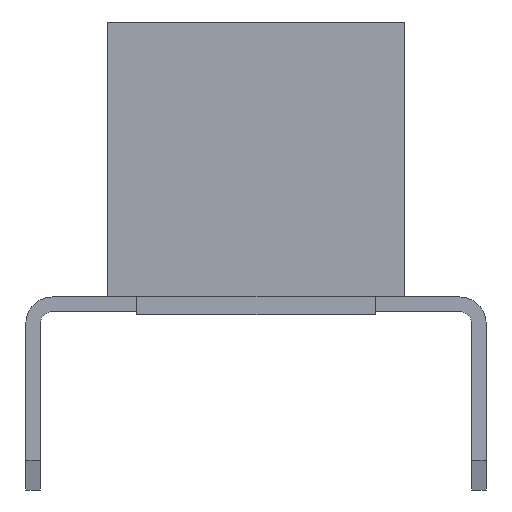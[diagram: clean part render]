
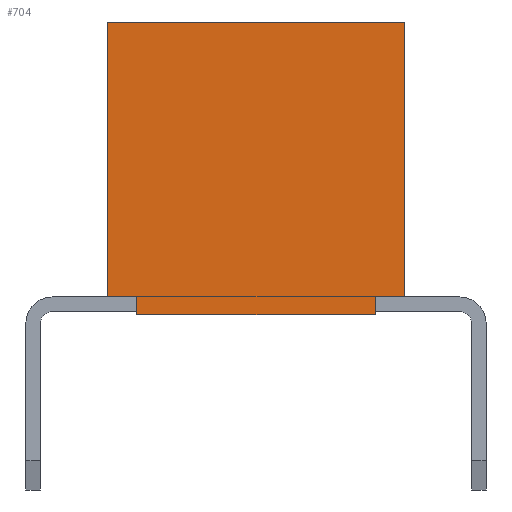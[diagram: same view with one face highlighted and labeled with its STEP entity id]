
A CAD part, left-side view. The second image highlights one B-rep face of the part: STEP entity #704.
In plain terms, the highlighted planar face has unit normal (-1, 0, 0).
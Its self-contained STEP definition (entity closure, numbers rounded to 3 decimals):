
#704=ADVANCED_FACE('',(#3416),#2148,.T.);
#2148=PLANE('',#28311);
#3416=FACE_OUTER_BOUND('',#4964,.T.);
#4964=EDGE_LOOP('',(#7576,#7577,#7578,#7579,#7580,#7581,#7582,#7583));
#7576=ORIENTED_EDGE('',*,*,#18067,.T.);
#7577=ORIENTED_EDGE('',*,*,#18065,.T.);
#7578=ORIENTED_EDGE('',*,*,#18103,.F.);
#7579=ORIENTED_EDGE('',*,*,#17509,.T.);
#7580=ORIENTED_EDGE('',*,*,#18104,.T.);
#7581=ORIENTED_EDGE('',*,*,#18105,.T.);
#7582=ORIENTED_EDGE('',*,*,#18106,.F.);
#7583=ORIENTED_EDGE('',*,*,#17505,.T.);
#14969=VERTEX_POINT('',#38503);
#14970=VERTEX_POINT('',#38505);
#14973=VERTEX_POINT('',#38511);
#14974=VERTEX_POINT('',#38513);
#15527=VERTEX_POINT('',#39620);
#15529=VERTEX_POINT('',#39624);
#15530=VERTEX_POINT('',#39667);
#15531=VERTEX_POINT('',#39669);
#17505=EDGE_CURVE('',#14970,#14969,#21519,.T.);
#17509=EDGE_CURVE('',#14974,#14973,#21523,.T.);
#18065=EDGE_CURVE('',#15527,#15529,#22079,.T.);
#18067=EDGE_CURVE('',#14969,#15527,#22081,.T.);
#18103=EDGE_CURVE('',#14974,#15529,#22117,.T.);
#18104=EDGE_CURVE('',#14973,#15530,#22118,.T.);
#18105=EDGE_CURVE('',#15530,#15531,#22119,.T.);
#18106=EDGE_CURVE('',#14970,#15531,#22120,.T.);
#21519=LINE('',#38504,#25181);
#21523=LINE('',#38512,#25185);
#22079=LINE('',#39625,#25741);
#22081=LINE('',#39628,#25743);
#22117=LINE('',#39665,#25779);
#22118=LINE('',#39666,#25780);
#22119=LINE('',#39668,#25781);
#22120=LINE('',#39670,#25782);
#25181=VECTOR('',#30712,1.);
#25185=VECTOR('',#30716,1.);
#25741=VECTOR('',#31274,1.);
#25743=VECTOR('',#31278,1.);
#25779=VECTOR('',#31316,1.);
#25780=VECTOR('',#31317,1.);
#25781=VECTOR('',#31318,1.);
#25782=VECTOR('',#31319,1.);
#28311=AXIS2_PLACEMENT_3D('',#39671,#31320,#31321);
#30712=DIRECTION('',(0.,-1.,0.));
#30716=DIRECTION('',(0.,-1.,0.));
#31274=DIRECTION('',(0.,1.,0.));
#31278=DIRECTION('',(0.,0.,1.));
#31316=DIRECTION('',(0.,0.,1.));
#31317=DIRECTION('',(0.,0.,-1.));
#31318=DIRECTION('',(0.,-1.,0.));
#31319=DIRECTION('',(0.,0.,-1.));
#31320=DIRECTION('',(-1.,0.,0.));
#31321=DIRECTION('',(0.,0.,1.));
#38503=CARTESIAN_POINT('',(0.,0.,0.));
#38504=CARTESIAN_POINT('',(0.,2.54,0.));
#38505=CARTESIAN_POINT('',(0.,0.5,0.));
#38511=CARTESIAN_POINT('',(0.,4.58,0.));
#38512=CARTESIAN_POINT('',(0.,2.54,0.));
#38513=CARTESIAN_POINT('',(0.,5.08,0.));
#39620=CARTESIAN_POINT('',(0.,0.,4.7));
#39624=CARTESIAN_POINT('',(0.,5.08,4.7));
#39625=CARTESIAN_POINT('',(0.,2.54,4.7));
#39628=CARTESIAN_POINT('',(0.,0.,0.));
#39665=CARTESIAN_POINT('',(0.,5.08,0.));
#39666=CARTESIAN_POINT('',(0.,4.58,-0.3));
#39667=CARTESIAN_POINT('',(0.,4.58,-0.3));
#39668=CARTESIAN_POINT('',(0.,4.58,-0.3));
#39669=CARTESIAN_POINT('',(0.,0.5,-0.3));
#39670=CARTESIAN_POINT('',(0.,0.5,-0.3));
#39671=CARTESIAN_POINT('',(0.,2.54,0.));
